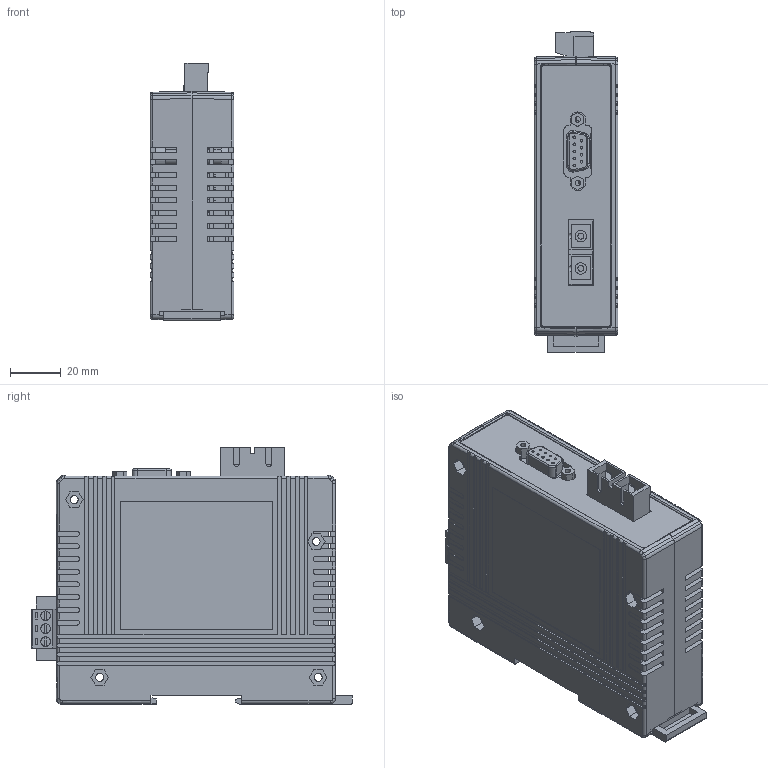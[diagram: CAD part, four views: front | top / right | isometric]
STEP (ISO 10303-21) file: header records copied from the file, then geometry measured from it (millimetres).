
FILE_DESCRIPTION (( 'STEP AP203' ), '1' );
FILE_NAME ('PROFI-2542-SC.STEP', '2019-12-16T08:52:04', ( '' ), ( '' ), 'SwSTEP 2.0', 'SolidWorks 2019', '' );
FILE_SCHEMA (( 'CONFIG_CONTROL_DESIGN' ));
Length unit declared in the file: millimetre
Products named in the file (15): 4SI21B0000002; ME050-50803; MC101-50803; 2DJ015-A003; LED x 3_90D; PROFI-2542-SC_PCB; PROFI-2542-SC; 2DC9F-90-H5.08; 4SI21K0000035; LED x 2_90D; RA-10; 4SI21K0000034; 4SI21B0000003; PROFI-2000 滑片(4SI21K0000031)
Assembly tree (14 placements, depth 3):
  PROFI-2542-SC
    4SI21B0000003
    PROFI-2542-SC_PCB
      PROFI-2542-SC_PCB
      2DJ015-A003
      2DC9F-90-H5.08
      LED x 2_90D
      LED x 3_90D
      RA-10
      ME050-50803
    4SI21B0000002
    4SI21K0000034
    4SI21K0000035
    MC101-50803
    PROFI-2000 滑片(4SI21K0000031)
Bounding box: 33 x 126.31 x 101.49 mm (x, y, z)
Volume: 92623.6 mm3; surface area: 105432.1 mm2
Topology: 13 solids, 13 shells, 1984 faces, 5397 edges, 3538 vertices
Faces by surface type: plane 1512, cylinder 394, bspline 32, sphere 24, torus 16, cone 6
Entity records: 63841 total; most frequent: CARTESIAN_POINT 11740, ORIENTED_EDGE 10698, DIRECTION 10111, EDGE_CURVE 5349, VECTOR 4325, LINE 4325, VERTEX_POINT 3514, AXIS2_PLACEMENT_3D 2893
